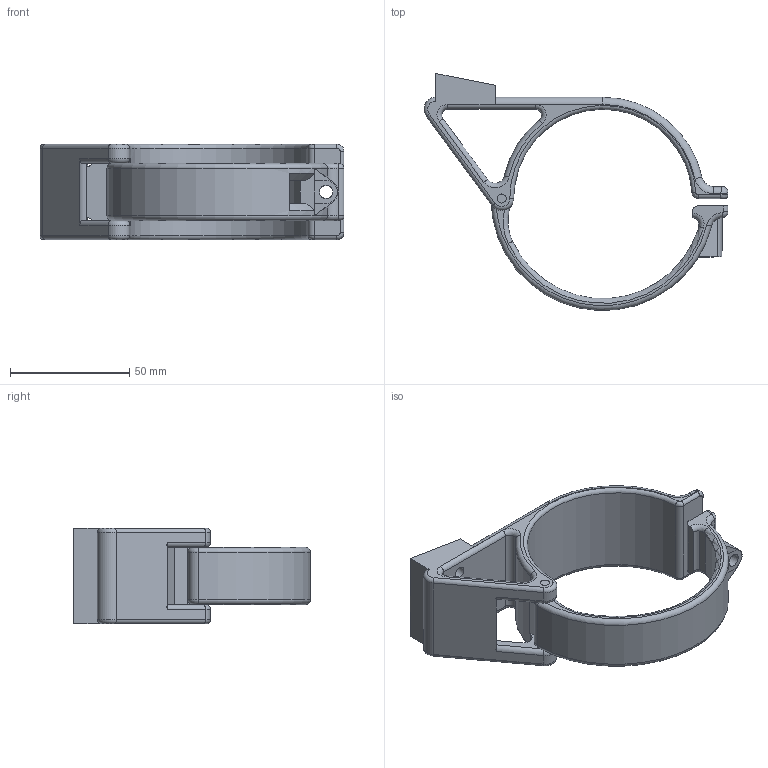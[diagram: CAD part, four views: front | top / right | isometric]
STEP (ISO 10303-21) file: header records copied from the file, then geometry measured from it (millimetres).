
FILE_DESCRIPTION(('FreeCAD Model'),'2;1');
FILE_NAME('Open CASCADE Shape Model','2024-03-20T16:09:22',(''),(''), 'Open CASCADE STEP processor 7.6','FreeCAD','Unknown');
FILE_SCHEMA(('AUTOMOTIVE_DESIGN { 1 0 10303 214 1 1 1 1 }'));
Length unit declared in the file: millimetre
Products named in the file (4): Unnamed; top; bot; lock
Assembly tree (3 placements, depth 2):
  Unnamed
    top
    bot
    lock
Bounding box: 127.6 x 99.46 x 40 mm (x, y, z)
Volume: 71055.4 mm3; surface area: 30726.8 mm2
Topology: 3 solids, 3 shells, 144 faces, 371 edges, 227 vertices
Faces by surface type: cylinder 58, plane 42, torus 34, revolution 6, bspline 2, cone 2
Full cylindrical faces by diameter (mm): 3.8 x2, 3.831 x2, 5 x2, 5.5 x2
Entity records: 5028 total; most frequent: CARTESIAN_POINT 1288, DIRECTION 832, ORIENTED_EDGE 738, EDGE_CURVE 369, AXIS2_PLACEMENT_3D 335, VERTEX_POINT 227, CIRCLE 175, FACE_BOUND 160
